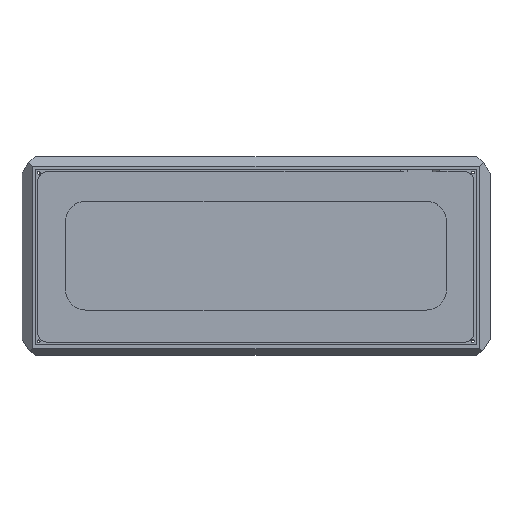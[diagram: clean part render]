
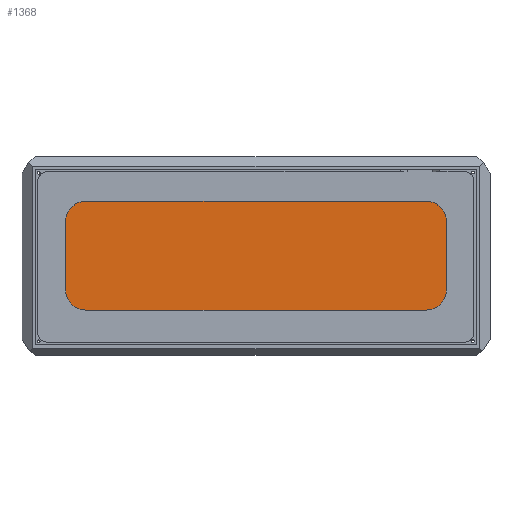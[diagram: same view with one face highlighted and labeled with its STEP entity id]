
A CAD part, top view. The second image highlights one B-rep face of the part: STEP entity #1368.
In plain terms, the highlighted planar face has unit normal (0, 0, 1).
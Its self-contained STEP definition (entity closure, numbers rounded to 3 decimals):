
#63=PLANE('',#1515);
#129=FACE_OUTER_BOUND('',#207,.T.);
#207=EDGE_LOOP('',(#1085,#1086,#1087,#1088,#1089,#1090,#1091,#1092));
#309=LINE('',#2189,#450);
#312=LINE('',#2197,#453);
#315=LINE('',#2205,#456);
#317=LINE('',#2211,#458);
#450=VECTOR('',#1774,10.);
#453=VECTOR('',#1783,10.);
#456=VECTOR('',#1792,10.);
#458=VECTOR('',#1800,10.);
#571=CIRCLE('',#1504,15.);
#572=CIRCLE('',#1507,15.);
#573=CIRCLE('',#1510,15.);
#574=CIRCLE('',#1513,15.);
#655=VERTEX_POINT('',#2181);
#656=VERTEX_POINT('',#2182);
#657=VERTEX_POINT('',#2187);
#658=VERTEX_POINT('',#2191);
#659=VERTEX_POINT('',#2192);
#660=VERTEX_POINT('',#2199);
#661=VERTEX_POINT('',#2200);
#662=VERTEX_POINT('',#2207);
#809=EDGE_CURVE('',#655,#656,#571,.T.);
#813=EDGE_CURVE('',#657,#656,#309,.T.);
#814=EDGE_CURVE('',#658,#659,#572,.T.);
#817=EDGE_CURVE('',#655,#659,#312,.T.);
#818=EDGE_CURVE('',#660,#661,#573,.T.);
#821=EDGE_CURVE('',#658,#661,#315,.T.);
#822=EDGE_CURVE('',#657,#662,#574,.T.);
#824=EDGE_CURVE('',#660,#662,#317,.T.);
#1085=ORIENTED_EDGE('',*,*,#809,.T.);
#1086=ORIENTED_EDGE('',*,*,#813,.F.);
#1087=ORIENTED_EDGE('',*,*,#822,.T.);
#1088=ORIENTED_EDGE('',*,*,#824,.F.);
#1089=ORIENTED_EDGE('',*,*,#818,.T.);
#1090=ORIENTED_EDGE('',*,*,#821,.F.);
#1091=ORIENTED_EDGE('',*,*,#814,.T.);
#1092=ORIENTED_EDGE('',*,*,#817,.F.);
#1368=ADVANCED_FACE('',(#129),#63,.F.);
#1504=AXIS2_PLACEMENT_3D('',#2183,#1767,#1768);
#1507=AXIS2_PLACEMENT_3D('',#2193,#1777,#1778);
#1510=AXIS2_PLACEMENT_3D('',#2201,#1786,#1787);
#1513=AXIS2_PLACEMENT_3D('',#2208,#1795,#1796);
#1515=AXIS2_PLACEMENT_3D('',#2212,#1801,#1802);
#1767=DIRECTION('center_axis',(0.,0.,
1.));
#1768=DIRECTION('ref_axis',(0.707,0.707,0.));
#1774=DIRECTION('',(1.,0.,0.));
#1777=DIRECTION('center_axis',(0.,0.,
1.));
#1778=DIRECTION('ref_axis',(0.707,-0.707,0.));
#1783=DIRECTION('',(0.,-1.,0.));
#1786=DIRECTION('center_axis',(0.,0.,
1.));
#1787=DIRECTION('ref_axis',(-0.707,-0.707,0.));
#1792=DIRECTION('',(-1.,0.,0.));
#1795=DIRECTION('center_axis',(0.,0.,
1.));
#1796=DIRECTION('ref_axis',(-0.707,0.707,0.));
#1800=DIRECTION('',(0.,1.,0.));
#1801=DIRECTION('center_axis',(0.,0.,
-1.));
#1802=DIRECTION('ref_axis',(-1.,0.,0.));
#2181=CARTESIAN_POINT('',(139.998,22.473,-4.293));
#2182=CARTESIAN_POINT('',(124.998,37.473,-4.293));
#2183=CARTESIAN_POINT('Origin',(124.998,22.473,-4.293));
#2187=CARTESIAN_POINT('',(-125.002,37.473,-4.293));
#2189=CARTESIAN_POINT('',(-140.002,37.473,-4.293));
#2191=CARTESIAN_POINT('',(124.998,-42.527,-4.293));
#2192=CARTESIAN_POINT('',(139.998,-27.527,-4.293));
#2193=CARTESIAN_POINT('Origin',(124.998,-27.527,-4.293));
#2197=CARTESIAN_POINT('',(139.998,37.473,-4.293));
#2199=CARTESIAN_POINT('',(-140.002,-27.527,-4.293));
#2200=CARTESIAN_POINT('',(-125.002,-42.527,-4.293));
#2201=CARTESIAN_POINT('Origin',(-125.002,-27.527,-4.293));
#2205=CARTESIAN_POINT('',(139.998,-42.527,-4.293));
#2207=CARTESIAN_POINT('',(-140.002,22.473,-4.293));
#2208=CARTESIAN_POINT('Origin',(-125.002,22.473,-4.293));
#2211=CARTESIAN_POINT('',(-140.002,-42.527,-4.293));
#2212=CARTESIAN_POINT('Origin',(-0.146,-1.805,-4.293));
